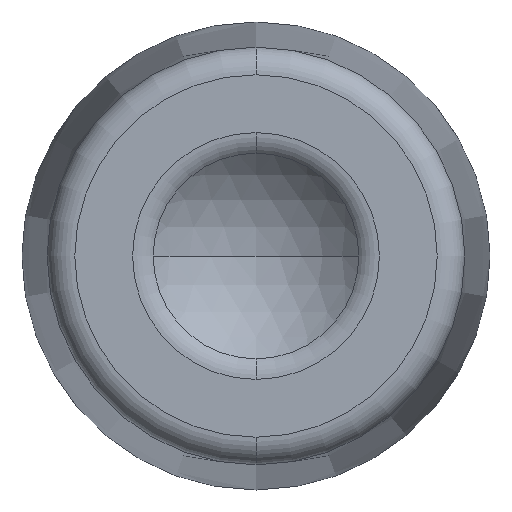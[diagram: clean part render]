
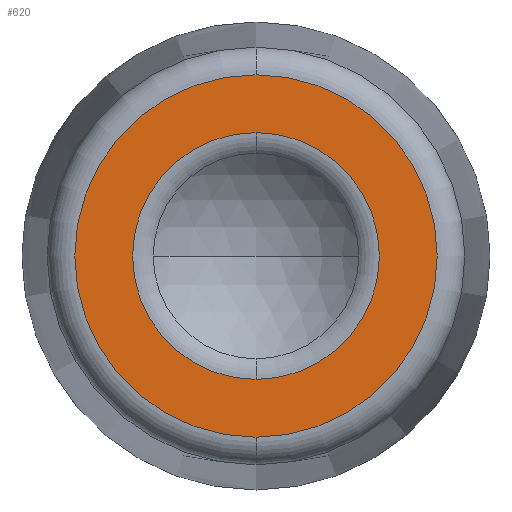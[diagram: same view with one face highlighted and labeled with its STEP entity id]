
A CAD part, front view. The second image highlights one B-rep face of the part: STEP entity #620.
In plain terms, the highlighted planar face has unit normal (0, -1, 0).
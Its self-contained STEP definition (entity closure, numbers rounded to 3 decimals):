
#89 = DIRECTION ( 'NONE',  ( 0., 0., 1. ) ) ;
#111 = CARTESIAN_POINT ( 'NONE',  ( 905.206, 55.291, 0. ) ) ;
#135 = DIRECTION ( 'NONE',  ( 0., -1., 0. ) ) ;
#140 = AXIS2_PLACEMENT_3D ( 'NONE', #111, #1604, #2384 ) ;
#188 = VERTEX_POINT ( 'NONE', #1595 ) ;
#234 = PLANE ( 'NONE',  #874 ) ;
#285 = CARTESIAN_POINT ( 'NONE',  ( 905.206, 55.291, -32.84 ) ) ;
#365 = CIRCLE ( 'NONE', #1735, 22.361 ) ;
#387 = CARTESIAN_POINT ( 'NONE',  ( 905.206, 55.291, 0. ) ) ;
#529 = CIRCLE ( 'NONE', #2420, 22.361 ) ;
#557 = EDGE_CURVE ( 'NONE', #622, #188, #365, .T. ) ;
#610 = DIRECTION ( 'NONE',  ( 0., 1., 0. ) ) ;
#620 = ADVANCED_FACE ( 'NONE', ( #993, #1181 ), #234, .F. ) ;
#622 = VERTEX_POINT ( 'NONE', #2305 ) ;
#786 = EDGE_CURVE ( 'NONE', #188, #622, #529, .T. ) ;
#874 = AXIS2_PLACEMENT_3D ( 'NONE', #1736, #610, #1363 ) ;
#937 = VERTEX_POINT ( 'NONE', #1983 ) ;
#955 = DIRECTION ( 'NONE',  ( 0., 0., 1. ) ) ;
#982 = EDGE_CURVE ( 'NONE', #937, #1999, #1576, .T. ) ;
#993 = FACE_BOUND ( 'NONE', #1957, .T. ) ;
#1181 = FACE_OUTER_BOUND ( 'NONE', #1885, .T. ) ;
#1185 = CIRCLE ( 'NONE', #140, 32.84 ) ;
#1191 = ORIENTED_EDGE ( 'NONE', *, *, #982, .T. ) ;
#1363 = DIRECTION ( 'NONE',  ( 0., 0., 1. ) ) ;
#1576 = CIRCLE ( 'NONE', #1642, 32.84 ) ;
#1595 = CARTESIAN_POINT ( 'NONE',  ( 905.206, 55.291, -22.361 ) ) ;
#1604 = DIRECTION ( 'NONE',  ( 0., -1., 0. ) ) ;
#1623 = CARTESIAN_POINT ( 'NONE',  ( 905.206, 55.291, 0. ) ) ;
#1642 = AXIS2_PLACEMENT_3D ( 'NONE', #1623, #135, #89 ) ;
#1706 = ORIENTED_EDGE ( 'NONE', *, *, #786, .T. ) ;
#1735 = AXIS2_PLACEMENT_3D ( 'NONE', #2049, #1866, #2445 ) ;
#1736 = CARTESIAN_POINT ( 'NONE',  ( 905.206, 55.291, 0. ) ) ;
#1816 = ORIENTED_EDGE ( 'NONE', *, *, #557, .T. ) ;
#1866 = DIRECTION ( 'NONE',  ( 0., 1., 0. ) ) ;
#1876 = DIRECTION ( 'NONE',  ( 0., 1., 0. ) ) ;
#1885 = EDGE_LOOP ( 'NONE', ( #1191, #2083 ) ) ;
#1957 = EDGE_LOOP ( 'NONE', ( #1816, #1706 ) ) ;
#1983 = CARTESIAN_POINT ( 'NONE',  ( 905.206, 55.291, 32.84 ) ) ;
#1999 = VERTEX_POINT ( 'NONE', #285 ) ;
#2049 = CARTESIAN_POINT ( 'NONE',  ( 905.206, 55.291, 0. ) ) ;
#2083 = ORIENTED_EDGE ( 'NONE', *, *, #2414, .T. ) ;
#2305 = CARTESIAN_POINT ( 'NONE',  ( 905.206, 55.291, 22.361 ) ) ;
#2384 = DIRECTION ( 'NONE',  ( 0., 0., 1. ) ) ;
#2414 = EDGE_CURVE ( 'NONE', #1999, #937, #1185, .T. ) ;
#2420 = AXIS2_PLACEMENT_3D ( 'NONE', #387, #1876, #955 ) ;
#2445 = DIRECTION ( 'NONE',  ( 0., 0., 1. ) ) ;
